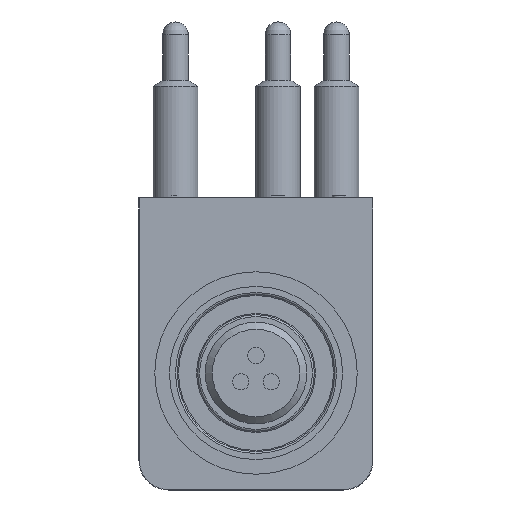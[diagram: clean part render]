
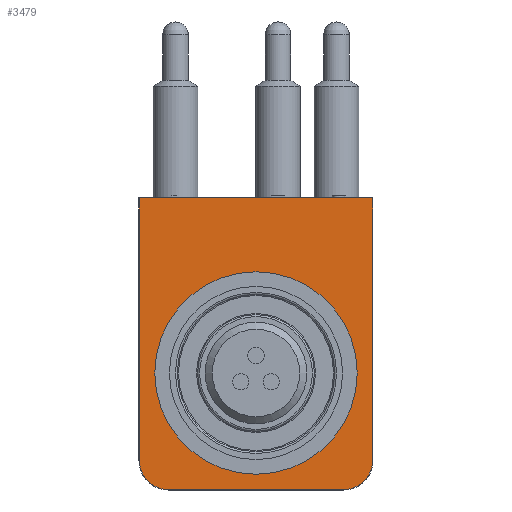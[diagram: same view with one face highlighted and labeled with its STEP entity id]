
A CAD part, front view. The second image highlights one B-rep face of the part: STEP entity #3479.
In plain terms, the highlighted planar face has unit normal (0, -1, 0).
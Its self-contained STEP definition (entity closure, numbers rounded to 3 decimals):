
#256=FACE_BOUND('',#640,.T.);
#274=PLANE('',#3758);
#414=FACE_OUTER_BOUND('',#639,.T.);
#639=EDGE_LOOP('',(#2533,#2534,#2535,#2536,#2537,#2538));
#640=EDGE_LOOP('',(#2539));
#899=LINE('',#6312,#1173);
#900=LINE('',#6314,#1174);
#901=LINE('',#6318,#1175);
#902=LINE('',#6321,#1176);
#1173=VECTOR('',#4165,1000.);
#1174=VECTOR('',#4166,1000.);
#1175=VECTOR('',#4169,1000.);
#1176=VECTOR('',#4172,1000.);
#1398=CIRCLE('',#3740,10.986);
#1405=CIRCLE('',#3759,3.124);
#1406=CIRCLE('',#3760,3.124);
#1473=VERTEX_POINT('',#4770);
#1632=VERTEX_POINT('',#6310);
#1633=VERTEX_POINT('',#6311);
#1634=VERTEX_POINT('',#6313);
#1635=VERTEX_POINT('',#6315);
#1636=VERTEX_POINT('',#6317);
#1637=VERTEX_POINT('',#6319);
#1816=EDGE_CURVE('',#1473,#1473,#1398,.T.);
#1977=EDGE_CURVE('',#1632,#1633,#899,.T.);
#1978=EDGE_CURVE('',#1633,#1634,#900,.T.);
#1979=EDGE_CURVE('',#1634,#1635,#1405,.T.);
#1980=EDGE_CURVE('',#1635,#1636,#901,.T.);
#1981=EDGE_CURVE('',#1636,#1637,#1406,.T.);
#1982=EDGE_CURVE('',#1637,#1632,#902,.T.);
#2533=ORIENTED_EDGE('',*,*,#1977,.T.);
#2534=ORIENTED_EDGE('',*,*,#1978,.T.);
#2535=ORIENTED_EDGE('',*,*,#1979,.T.);
#2536=ORIENTED_EDGE('',*,*,#1980,.T.);
#2537=ORIENTED_EDGE('',*,*,#1981,.T.);
#2538=ORIENTED_EDGE('',*,*,#1982,.T.);
#2539=ORIENTED_EDGE('',*,*,#1816,.F.);
#3479=ADVANCED_FACE('',(#414,#256),#274,.F.);
#3740=AXIS2_PLACEMENT_3D('',#4772,#4049,#4050);
#3758=AXIS2_PLACEMENT_3D('',#6309,#4163,#4164);
#3759=AXIS2_PLACEMENT_3D('',#6316,#4167,#4168);
#3760=AXIS2_PLACEMENT_3D('',#6320,#4170,#4171);
#4049=DIRECTION('center_axis',(0.,-1.,0.));
#4050=DIRECTION('ref_axis',(-1.,0.,0.));
#4163=DIRECTION('center_axis',(0.,1.,0.));
#4164=DIRECTION('ref_axis',(-1.,0.,0.));
#4165=DIRECTION('',(-1.,0.,0.));
#4166=DIRECTION('',(0.,0.,-1.));
#4167=DIRECTION('center_axis',(0.,-1.,0.));
#4168=DIRECTION('ref_axis',(-1.,0.,0.));
#4169=DIRECTION('',(1.,0.,0.));
#4170=DIRECTION('center_axis',(0.,-1.,0.));
#4171=DIRECTION('ref_axis',(-1.,0.,0.));
#4172=DIRECTION('',(0.,0.,1.));
#4770=CARTESIAN_POINT('',(-10.986,-1.524,0.));
#4772=CARTESIAN_POINT('Origin',(0.,-1.524,0.));
#6309=CARTESIAN_POINT('Origin',(12.7,-1.524,19.05));
#6310=CARTESIAN_POINT('',(12.649,-1.524,18.999));
#6311=CARTESIAN_POINT('',(-12.649,-1.524,18.999));
#6312=CARTESIAN_POINT('',(12.7,-1.524,18.999));
#6313=CARTESIAN_POINT('',(-12.649,-1.524,-9.525));
#6314=CARTESIAN_POINT('',(-12.649,-1.524,19.05));
#6315=CARTESIAN_POINT('',(-9.525,-1.524,-12.649));
#6316=CARTESIAN_POINT('Origin',(-9.525,-1.524,-9.525));
#6317=CARTESIAN_POINT('',(9.525,-1.524,-12.649));
#6318=CARTESIAN_POINT('',(12.7,-1.524,-12.649));
#6319=CARTESIAN_POINT('',(12.649,-1.524,-9.525));
#6320=CARTESIAN_POINT('Origin',(9.525,-1.524,-9.525));
#6321=CARTESIAN_POINT('',(12.649,-1.524,19.05));
